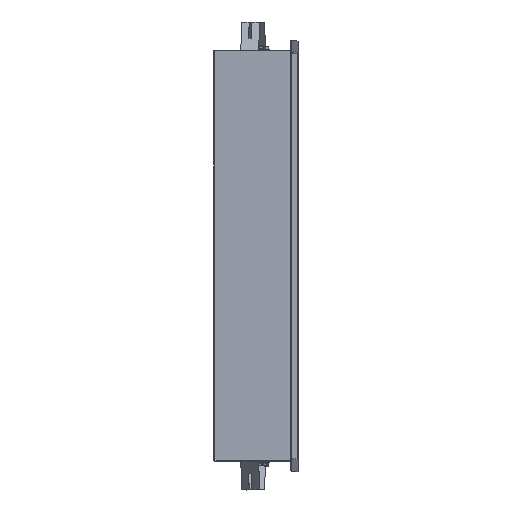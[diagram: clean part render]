
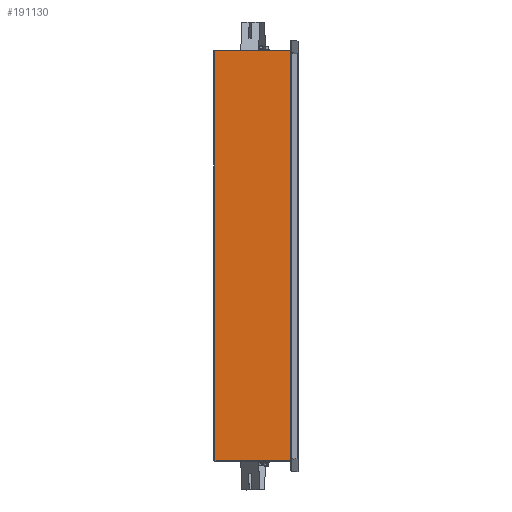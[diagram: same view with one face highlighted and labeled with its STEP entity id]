
A CAD part, top view. The second image highlights one B-rep face of the part: STEP entity #191130.
In plain terms, the highlighted planar face has unit normal (-0.019, 0, 1).
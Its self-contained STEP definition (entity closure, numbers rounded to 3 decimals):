
#188470=CARTESIAN_POINT('Vertex',(-2433.228,418.05,234.097)) ;
#188473=CARTESIAN_POINT('Line Origine',(-2407.483,418.05,234.599)) ;
#188477=CARTESIAN_POINT('Vertex',(-2381.737,418.05,235.101)) ;
#188498=CARTESIAN_POINT('Vertex',(-2346.744,418.05,235.783)) ;
#188501=CARTESIAN_POINT('Line Origine',(-2316.,418.05,236.382)) ;
#188505=CARTESIAN_POINT('Vertex',(-2285.256,418.05,236.982)) ;
#191077=CARTESIAN_POINT('Axis2P3D Location',(-2434.227,-383.95,234.077)) ;
#191082=CARTESIAN_POINT('Line Origine',(-2433.228,17.05,234.097)) ;
#191086=CARTESIAN_POINT('Vertex',(-2433.228,-383.95,234.097)) ;
#191089=CARTESIAN_POINT('Line Origine',(-2407.483,-383.95,234.599)) ;
#191093=CARTESIAN_POINT('Vertex',(-2381.737,-383.95,235.101)) ;
#191096=CARTESIAN_POINT('Line Origine',(-2364.241,-383.95,235.442)) ;
#191100=CARTESIAN_POINT('Vertex',(-2346.744,-383.95,235.783)) ;
#191103=CARTESIAN_POINT('Line Origine',(-2316.,-383.95,236.382)) ;
#191107=CARTESIAN_POINT('Vertex',(-2285.256,-383.95,236.982)) ;
#191110=CARTESIAN_POINT('Line Origine',(-2285.256,17.05,236.982)) ;
#191115=CARTESIAN_POINT('Line Origine',(-2364.241,418.05,235.442)) ;
#188475=VECTOR('Line Direction',#188474,1.) ;
#188503=VECTOR('Line Direction',#188502,1.) ;
#191084=VECTOR('Line Direction',#191083,1.) ;
#191091=VECTOR('Line Direction',#191090,1.) ;
#191098=VECTOR('Line Direction',#191097,1.) ;
#191105=VECTOR('Line Direction',#191104,1.) ;
#191112=VECTOR('Line Direction',#191111,1.) ;
#191117=VECTOR('Line Direction',#191116,1.) ;
#188474=DIRECTION('Vector Direction',(1.,0.,0.019)) ;
#188502=DIRECTION('Vector Direction',(1.,0.,0.019)) ;
#191078=DIRECTION('Axis2P3D Direction',(0.019,0.,-1.)) ;
#191079=DIRECTION('Axis2P3D XDirection',(0.,1.,0.)) ;
#191083=DIRECTION('Vector Direction',(0.,1.,0.)) ;
#191090=DIRECTION('Vector Direction',(1.,0.,0.019)) ;
#191097=DIRECTION('Vector Direction',(1.,0.,0.019)) ;
#191104=DIRECTION('Vector Direction',(1.,0.,0.019)) ;
#191111=DIRECTION('Vector Direction',(0.,-1.,0.)) ;
#191116=DIRECTION('Vector Direction',(1.,0.,0.019)) ;
#191080=AXIS2_PLACEMENT_3D('Plane Axis2P3D',#191077,#191078,#191079) ;
#188476=LINE('Line',#188473,#188475) ;
#188504=LINE('Line',#188501,#188503) ;
#191085=LINE('Line',#191082,#191084) ;
#191092=LINE('Line',#191089,#191091) ;
#191099=LINE('Line',#191096,#191098) ;
#191106=LINE('Line',#191103,#191105) ;
#191113=LINE('Line',#191110,#191112) ;
#191118=LINE('Line',#191115,#191117) ;
#191081=PLANE('',#191080) ;
#188479=EDGE_CURVE('',#188471,#188478,#188476,.T.) ;
#188507=EDGE_CURVE('',#188499,#188506,#188504,.T.) ;
#191088=EDGE_CURVE('',#188471,#191087,#191085,.F.) ;
#191095=EDGE_CURVE('',#191094,#191087,#191092,.F.) ;
#191102=EDGE_CURVE('',#191101,#191094,#191099,.F.) ;
#191109=EDGE_CURVE('',#191108,#191101,#191106,.F.) ;
#191114=EDGE_CURVE('',#188506,#191108,#191113,.T.) ;
#191119=EDGE_CURVE('',#188478,#188499,#191118,.T.) ;
#191121=ORIENTED_EDGE('',*,*,#191088,.T.) ;
#191122=ORIENTED_EDGE('',*,*,#191095,.F.) ;
#191123=ORIENTED_EDGE('',*,*,#191102,.F.) ;
#191124=ORIENTED_EDGE('',*,*,#191109,.F.) ;
#191125=ORIENTED_EDGE('',*,*,#191114,.F.) ;
#191126=ORIENTED_EDGE('',*,*,#188507,.F.) ;
#191127=ORIENTED_EDGE('',*,*,#191119,.F.) ;
#191128=ORIENTED_EDGE('',*,*,#188479,.F.) ;
#191120=EDGE_LOOP('',(#191121,#191122,#191123,#191124,#191125,#191126,#191127,#191128)) ;
#188471=VERTEX_POINT('',#188470) ;
#188478=VERTEX_POINT('',#188477) ;
#188499=VERTEX_POINT('',#188498) ;
#188506=VERTEX_POINT('',#188505) ;
#191087=VERTEX_POINT('',#191086) ;
#191094=VERTEX_POINT('',#191093) ;
#191101=VERTEX_POINT('',#191100) ;
#191108=VERTEX_POINT('',#191107) ;
#191130=ADVANCED_FACE('PartBody',(#191129),#191081,.F.) ;
#191129=FACE_OUTER_BOUND('',#191120,.T.) ;
